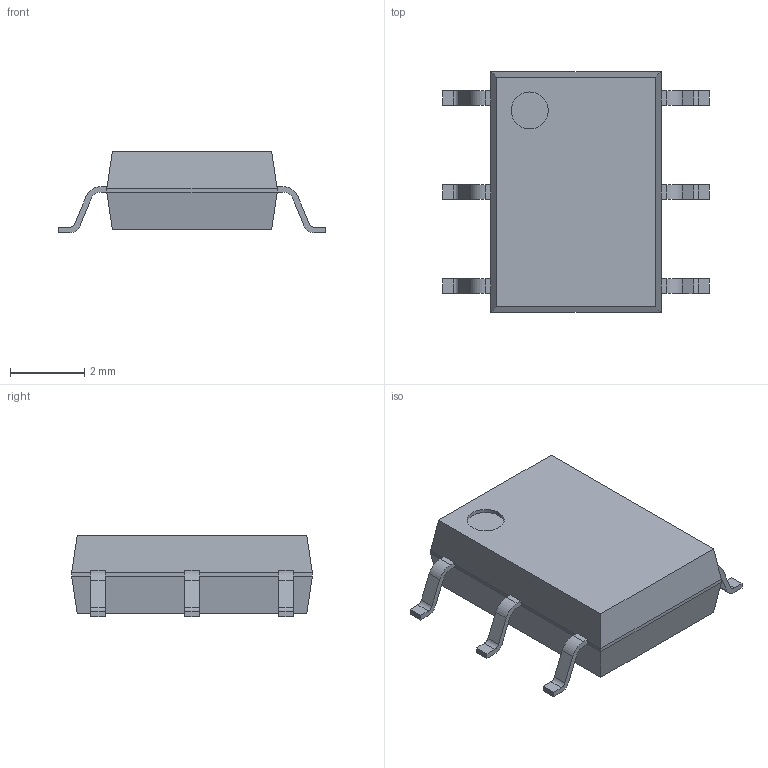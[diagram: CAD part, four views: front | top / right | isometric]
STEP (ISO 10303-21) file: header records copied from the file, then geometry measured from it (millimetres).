
FILE_DESCRIPTION((''),'2;1');
FILE_NAME('PANASONIC_AQV21(SOP).stp','2010-09-03T11:42:11',(''),(''),'Mechanical Desktop 2010','Mechanical Desktop 2010',', , ');
FILE_SCHEMA(('AUTOMOTIVE_DESIGN { 1 2 10303 214 1 1 1 1 }'));
Length unit declared in the file: millimetre
Products named in the file (1): Product
Bounding box: 7.2 x 6.5 x 2.2 mm (x, y, z)
Volume: 60.1 mm3; surface area: 113.1 mm2
Topology: 7 solids, 7 shells, 101 faces, 250 edges, 164 vertices
Faces by surface type: plane 45, bspline 42, cylinder 14
Entity records: 3174 total; most frequent: CARTESIAN_POINT 810, ORIENTED_EDGE 500, DIRECTION 422, EDGE_CURVE 250, VECTOR 198, LINE 198, VERTEX_POINT 164, AXIS2_PLACEMENT_3D 112
